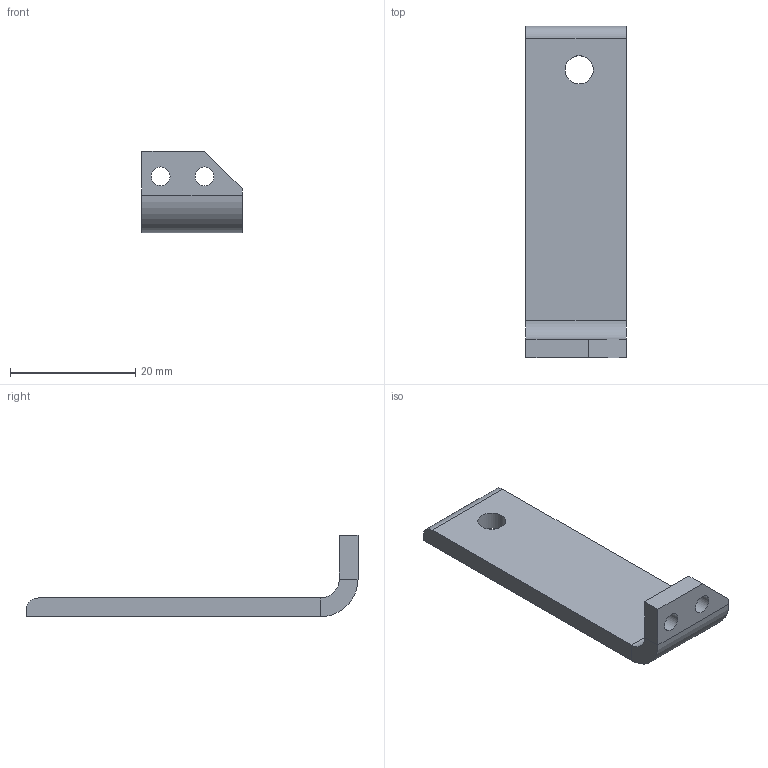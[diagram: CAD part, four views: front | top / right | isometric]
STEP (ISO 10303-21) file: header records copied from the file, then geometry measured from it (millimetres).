
FILE_DESCRIPTION(/* description */ (''),/* implementation_level */ '2;1');
FILE_NAME(/* name */ 'RR-PCSS-WN(poprawione).stp',/* time_stamp */ '2021-10-26T11:32:26+02:00',/* author */ ('marci'),/* organization */ (''),/* preprocessor_version */ 'ST-DEVELOPER v18.1',/* originating_system */ 'Autodesk Inventor 2021',/* authorisation */ '');
FILE_SCHEMA (('AUTOMOTIVE_DESIGN { 1 0 10303 214 3 1 1 }'));
Length unit declared in the file: millimetre
Products named in the file (1): RR-PCSS-WN
Bounding box: 16 x 53 x 13 mm (x, y, z)
Volume: 2773.4 mm3; surface area: 2393.5 mm2
Topology: 1 solids, 1 shells, 19 faces, 44 edges, 27 vertices
Faces by surface type: plane 13, cylinder 6
Full cylindrical faces by diameter (mm): 3 x2, 4.5 x1
Entity records: 588 total; most frequent: DIRECTION 97, CARTESIAN_POINT 91, ORIENTED_EDGE 88, EDGE_CURVE 44, AXIS2_PLACEMENT_3D 33, LINE 31, VECTOR 31, VERTEX_POINT 27
